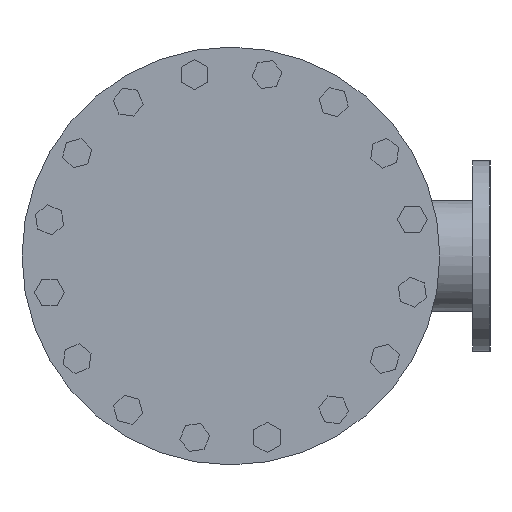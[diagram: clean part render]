
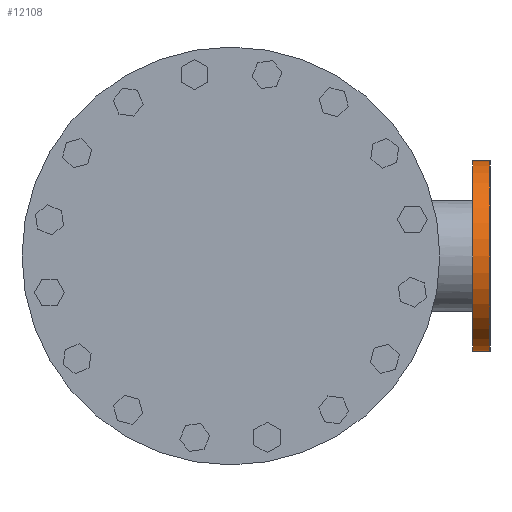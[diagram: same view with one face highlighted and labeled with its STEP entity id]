
A CAD part, left-side view. The second image highlights one B-rep face of the part: STEP entity #12108.
In plain terms, the highlighted cylindrical face has radius 139.7 mm (diameter 279.4 mm), a partial arc.
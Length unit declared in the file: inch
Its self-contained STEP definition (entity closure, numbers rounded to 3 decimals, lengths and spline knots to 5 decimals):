
#257 = FACE_OUTER_BOUND ( 'NONE', #19730, .T. ) ;
#928 = CARTESIAN_POINT ( 'NONE',  ( 14., -13.88, 0. ) ) ;
#1480 = CIRCLE ( 'NONE', #6251, 5.5 ) ;
#1533 = EDGE_CURVE ( 'NONE', #10579, #17525, #20722, .T. ) ;
#1789 = AXIS2_PLACEMENT_3D ( 'NONE', #928, #21796, #8492 ) ;
#1800 = CARTESIAN_POINT ( 'NONE',  ( 14., -14.88, 5.5 ) ) ;
#3001 = DIRECTION ( 'NONE',  ( 0., 1., 0. ) ) ;
#3586 = EDGE_CURVE ( 'NONE', #20357, #17525, #19142, .T. ) ;
#4277 = ORIENTED_EDGE ( 'NONE', *, *, #23788, .T. ) ;
#4285 = VECTOR ( 'NONE', #3001, 39.37008 ) ;
#4919 = CARTESIAN_POINT ( 'NONE',  ( 14., -13.88, 5.5 ) ) ;
#6251 = AXIS2_PLACEMENT_3D ( 'NONE', #14923, #11678, #7920 ) ;
#7195 = DIRECTION ( 'NONE',  ( 0., 1., 0. ) ) ;
#7458 = ORIENTED_EDGE ( 'NONE', *, *, #3586, .T. ) ;
#7920 = DIRECTION ( 'NONE',  ( 0., 0., -1. ) ) ;
#8005 = VECTOR ( 'NONE', #20204, 39.37008 ) ;
#8492 = DIRECTION ( 'NONE',  ( 0., 0., -1. ) ) ;
#10579 = VERTEX_POINT ( 'NONE', #22429 ) ;
#11678 = DIRECTION ( 'NONE',  ( 0., -1., 0. ) ) ;
#12108 = ADVANCED_FACE ( 'NONE', ( #257 ), #15371, .T. ) ;
#14336 = LINE ( 'NONE', #21552, #4285 ) ;
#14923 = CARTESIAN_POINT ( 'NONE',  ( 14., -14.88, 0. ) ) ;
#14973 = EDGE_CURVE ( 'NONE', #17774, #10579, #1480, .T. ) ;
#15371 = CYLINDRICAL_SURFACE ( 'NONE', #24108, 5.5 ) ;
#16429 = DIRECTION ( 'NONE',  ( 0., 0., 1. ) ) ;
#17525 = VERTEX_POINT ( 'NONE', #17708 ) ;
#17708 = CARTESIAN_POINT ( 'NONE',  ( 14., -13.88, -5.5 ) ) ;
#17774 = VERTEX_POINT ( 'NONE', #1800 ) ;
#19142 = CIRCLE ( 'NONE', #1789, 5.5 ) ;
#19549 = ORIENTED_EDGE ( 'NONE', *, *, #14973, .F. ) ;
#19730 = EDGE_LOOP ( 'NONE', ( #24427, #19549, #4277, #7458 ) ) ;
#20204 = DIRECTION ( 'NONE',  ( 0., 1., 0. ) ) ;
#20357 = VERTEX_POINT ( 'NONE', #4919 ) ;
#20722 = LINE ( 'NONE', #22104, #8005 ) ;
#21552 = CARTESIAN_POINT ( 'NONE',  ( 14., -14.88, 5.5 ) ) ;
#21796 = DIRECTION ( 'NONE',  ( 0., -1., 0. ) ) ;
#22104 = CARTESIAN_POINT ( 'NONE',  ( 14., -14.88, -5.5 ) ) ;
#22429 = CARTESIAN_POINT ( 'NONE',  ( 14., -14.88, -5.5 ) ) ;
#23788 = EDGE_CURVE ( 'NONE', #17774, #20357, #14336, .T. ) ;
#24108 = AXIS2_PLACEMENT_3D ( 'NONE', #24191, #7195, #16429 ) ;
#24191 = CARTESIAN_POINT ( 'NONE',  ( 14., -14.88, 0. ) ) ;
#24427 = ORIENTED_EDGE ( 'NONE', *, *, #1533, .F. ) ;
